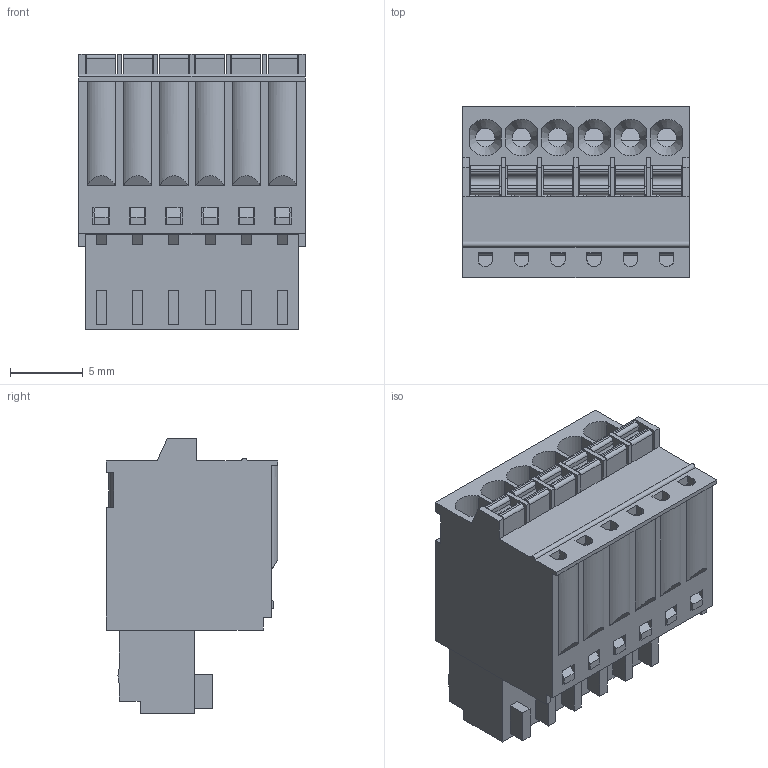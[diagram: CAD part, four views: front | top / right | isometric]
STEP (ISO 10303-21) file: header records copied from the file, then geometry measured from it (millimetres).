
FILE_DESCRIPTION( ( 'Unknown' ), '1' );
FILE_NAME( '691381000006.stp', 'Unknown', ( 'Unknown' ), ( 'Unknown' ), 'PSStep 19.0.9', 'Unknown', ' ' );
FILE_SCHEMA( ( 'AUTOMOTIVE_DESIGN { 1 0 10303 214 1 1 1 1 }' ) );
Length unit declared in the file: millimetre
Products named in the file (6): Assem1; 691381000006; 691381000006_BAS; 6913810000xx_Levier; 6913810000xx; 6913810000xx_LAME
Assembly tree (20 placements, depth 2):
  Assem1
    691381000006
    691381000006_BAS
    6913810000xx_Levier  x6
    6913810000xx  x6
    6913810000xx_LAME  x6
Bounding box: 15.6 x 11.8 x 18.95 mm (x, y, z)
Volume: 1530.6 mm3; surface area: 5649 mm2
Topology: 20 solids, 20 shells, 1502 faces, 4185 edges, 2717 vertices
Faces by surface type: plane 1199, cylinder 291, cone 12
Full cylindrical faces by diameter (mm): 1.3 x6
Entity records: 33269 total; most frequent: CARTESIAN_POINT 4877, ORIENTED_EDGE 4678, DIRECTION 4193, EDGE_CURVE 2339, LINE 2137, VECTOR 2137, VERTEX_POINT 1544, AXIS2_PLACEMENT_3D 1028
